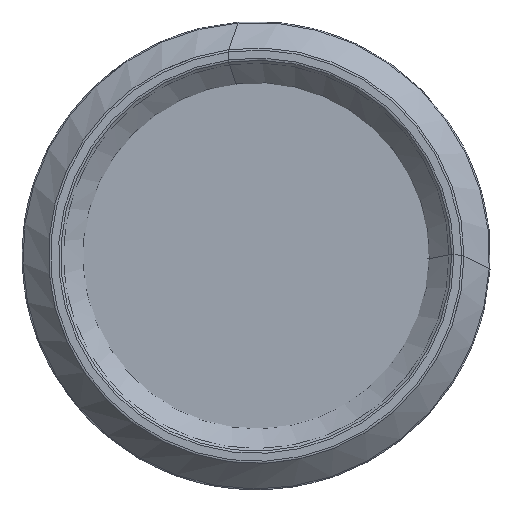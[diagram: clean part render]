
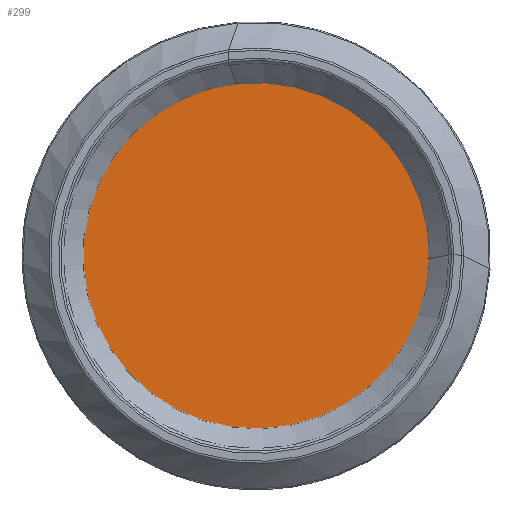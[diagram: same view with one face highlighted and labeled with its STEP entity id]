
A CAD part, left-side view. The second image highlights one B-rep face of the part: STEP entity #299.
In plain terms, the highlighted planar face has unit normal (-1, 0, 0).
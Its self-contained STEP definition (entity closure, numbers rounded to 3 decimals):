
#61=PLANE('',#881);
#299=ADVANCED_FACE('',(#378),#61,.T.);
#378=FACE_OUTER_BOUND('',#420,.T.);
#420=EDGE_LOOP('',(#634));
#484=CIRCLE('',#880,42.015);
#634=ORIENTED_EDGE('',*,*,#780,.T.);
#698=VERTEX_POINT('',#1737);
#780=EDGE_CURVE('',#698,#698,#484,.T.);
#880=AXIS2_PLACEMENT_3D('',#1736,#1034,#1035);
#881=AXIS2_PLACEMENT_3D('',#1755,#1037,#1038);
#1034=DIRECTION('',(-1.,0.,0.));
#1035=DIRECTION('',(0.,0.,1.));
#1037=DIRECTION('',(-1.,0.,0.));
#1038=DIRECTION('',(0.,0.,1.));
#1736=CARTESIAN_POINT('',(5.199,0.,0.));
#1737=CARTESIAN_POINT('',(5.199,0.,42.015));
#1755=CARTESIAN_POINT('',(5.199,42.015,0.));
